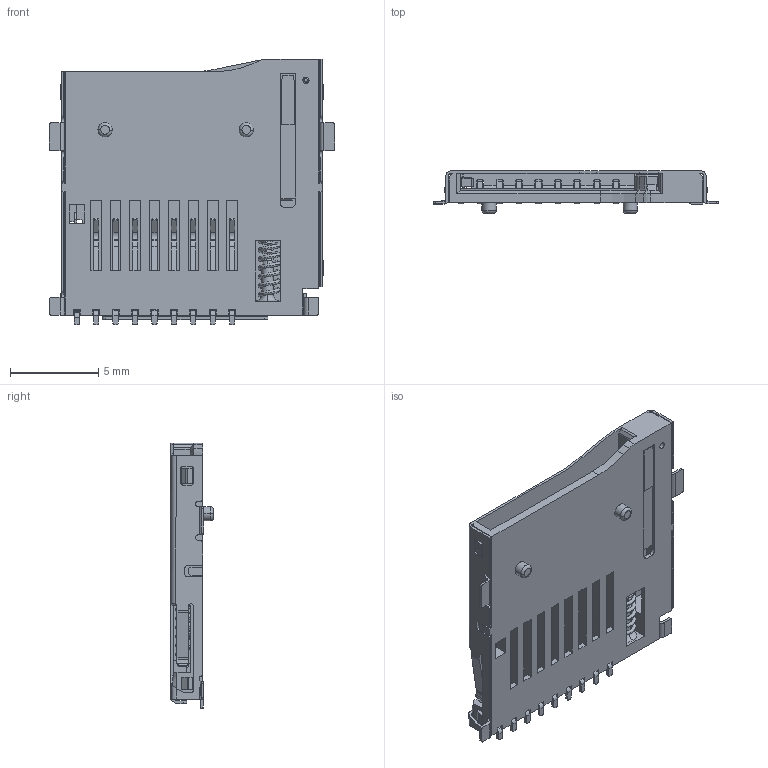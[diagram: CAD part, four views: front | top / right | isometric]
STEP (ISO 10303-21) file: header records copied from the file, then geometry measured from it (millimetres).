
FILE_DESCRIPTION (( 'STEP AP214' ), '1' );
FILE_NAME ('CUI_DEVICES_MSD-1-A.step', '2024-08-01T14:24:26', ( '' ), ( '' ), 'SwSTEP 2.0', 'SolidWorks 2024', '' );
FILE_SCHEMA (( 'AUTOMOTIVE_DESIGN' ));
Length unit declared in the file: inch
Products named in the file (1): CUI_DEVICES_MSD-1-A
Bounding box: 16.15 x 2.4 x 15.05 mm (x, y, z)
Volume: 175 mm3; surface area: 1216.1 mm2
Topology: 1 solids, 3 shells, 1283 faces, 3792 edges, 2461 vertices
Faces by surface type: plane 921, cylinder 322, torus 17, bspline 12, cone 11
Entity records: 47554 total; most frequent: CARTESIAN_POINT 12924, ORIENTED_EDGE 7584, DIRECTION 6873, EDGE_CURVE 3792, VECTOR 2931, LINE 2931, VERTEX_POINT 2461, AXIS2_PLACEMENT_3D 1971
